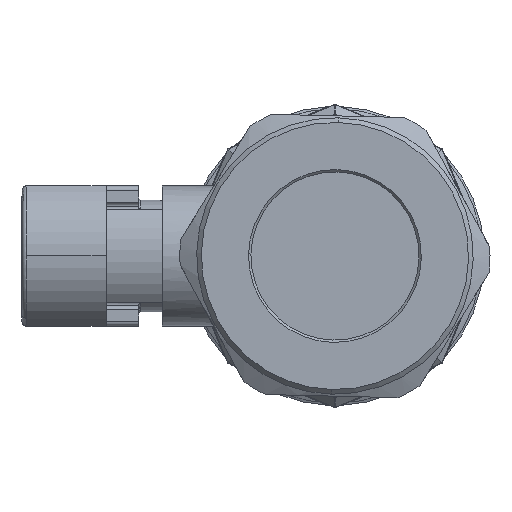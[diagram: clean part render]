
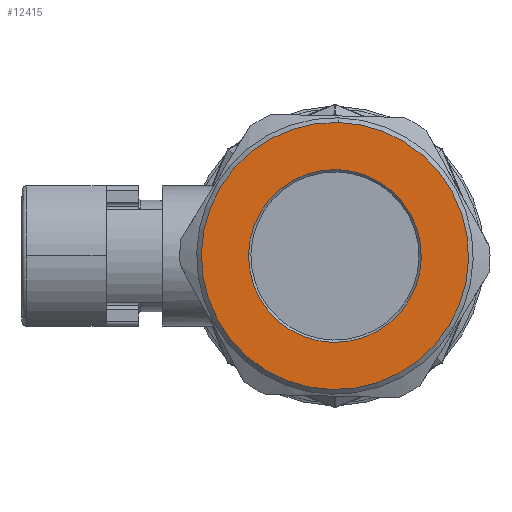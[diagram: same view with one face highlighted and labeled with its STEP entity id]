
A CAD part, left-side view. The second image highlights one B-rep face of the part: STEP entity #12415.
In plain terms, the highlighted planar face has unit normal (-1, 0, 0).
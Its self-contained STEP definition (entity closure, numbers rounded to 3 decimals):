
#89 = CIRCLE ( 'NONE', #5907, 14.3 ) ;
#112 = CIRCLE ( 'NONE', #5903, 9.25 ) ;
#301 = ORIENTED_EDGE ( 'NONE', *, *, #29023, .F. ) ;
#303 = ORIENTED_EDGE ( 'NONE', *, *, #20228, .F. ) ;
#314 = ORIENTED_EDGE ( 'NONE', *, *, #28645, .F. ) ;
#316 = ORIENTED_EDGE ( 'NONE', *, *, #29020, .F. ) ;
#1448 = AXIS2_PLACEMENT_3D ( 'NONE', #15931, #15901, #15908 ) ;
#5903 = AXIS2_PLACEMENT_3D ( 'NONE', #30117, #30118, #30119 ) ;
#5907 = AXIS2_PLACEMENT_3D ( 'NONE', #30107, #30108, #30109 ) ;
#12415 = ADVANCED_FACE ( 'NONE', ( #24582, #24528 ), #15999, .T. ) ;
#14751 = AXIS2_PLACEMENT_3D ( 'NONE', #40091, #40092, #40093 ) ;
#15901 = DIRECTION ( 'NONE',  ( -1., 0., 0. ) ) ;
#15908 = DIRECTION ( 'NONE',  ( 0., -0.024, 1. ) ) ;
#15931 = CARTESIAN_POINT ( 'NONE',  ( -32.75, 14.296, 0.339 ) ) ;
#15999 = PLANE ( 'NONE',  #1448 ) ;
#20228 = EDGE_CURVE ( 'NONE', #20483, #20732, #48136, .T. ) ;
#20483 = VERTEX_POINT ( 'NONE', #40455 ) ;
#20723 = VERTEX_POINT ( 'NONE', #40670 ) ;
#20732 = VERTEX_POINT ( 'NONE', #40679 ) ;
#20749 = VERTEX_POINT ( 'NONE', #40696 ) ;
#24528 = FACE_BOUND ( 'NONE', #37259, .T. ) ;
#24582 = FACE_OUTER_BOUND ( 'NONE', #37288, .T. ) ;
#26161 = CARTESIAN_POINT ( 'NONE',  ( -32.75, 0., 0. ) ) ;
#26162 = DIRECTION ( 'NONE',  ( 1., 0., 0. ) ) ;
#26163 = DIRECTION ( 'NONE',  ( 0., 0.024, -1. ) ) ;
#28645 = EDGE_CURVE ( 'NONE', #20723, #20749, #48263, .T. ) ;
#29020 = EDGE_CURVE ( 'NONE', #20749, #20723, #89, .T. ) ;
#29023 = EDGE_CURVE ( 'NONE', #20732, #20483, #112, .T. ) ;
#30107 = CARTESIAN_POINT ( 'NONE',  ( -32.75, 0., 0. ) ) ;
#30108 = DIRECTION ( 'NONE',  ( 1., 0., 0. ) ) ;
#30109 = DIRECTION ( 'NONE',  ( 0., 0.024, -1. ) ) ;
#30117 = CARTESIAN_POINT ( 'NONE',  ( -32.75, 0., 0. ) ) ;
#30118 = DIRECTION ( 'NONE',  ( -1., 0., 0. ) ) ;
#30119 = DIRECTION ( 'NONE',  ( 0., -1., -0.024 ) ) ;
#30914 = AXIS2_PLACEMENT_3D ( 'NONE', #26161, #26162, #26163 ) ;
#37259 = EDGE_LOOP ( 'NONE', ( #301, #303 ) ) ;
#37288 = EDGE_LOOP ( 'NONE', ( #314, #316 ) ) ;
#40091 = CARTESIAN_POINT ( 'NONE',  ( -32.75, 0., 0. ) ) ;
#40092 = DIRECTION ( 'NONE',  ( -1., 0., 0. ) ) ;
#40093 = DIRECTION ( 'NONE',  ( 0., -1., -0.024 ) ) ;
#40455 = CARTESIAN_POINT ( 'NONE',  ( -32.75, 9.247, 0.22 ) ) ;
#40670 = CARTESIAN_POINT ( 'NONE',  ( -32.75, 0.339, -14.296 ) ) ;
#40679 = CARTESIAN_POINT ( 'NONE',  ( -32.75, -9.247, -0.22 ) ) ;
#40696 = CARTESIAN_POINT ( 'NONE',  ( -32.75, -0.339, 14.296 ) ) ;
#48136 = CIRCLE ( 'NONE', #14751, 9.25 ) ;
#48263 = CIRCLE ( 'NONE', #30914, 14.3 ) ;
